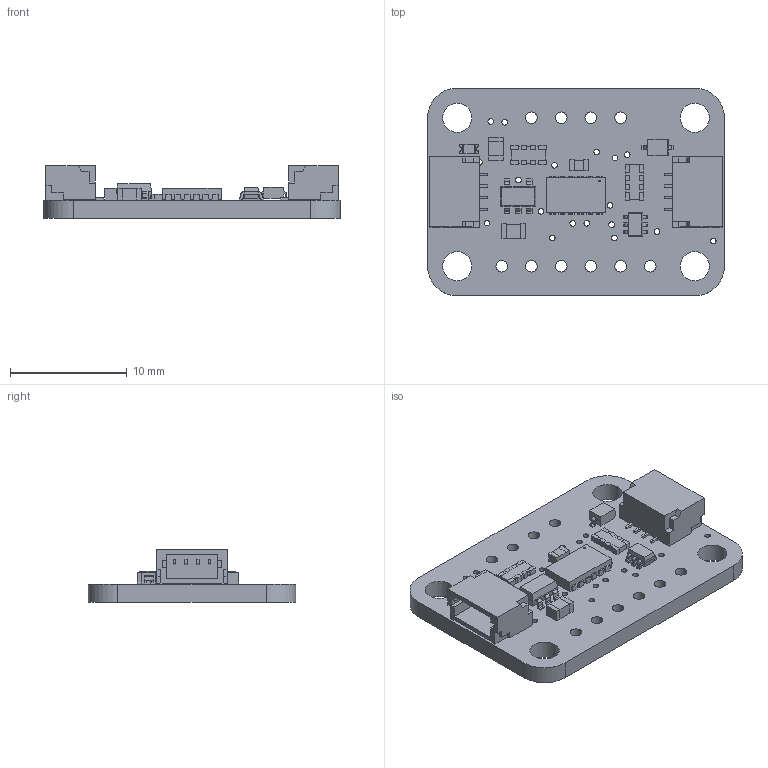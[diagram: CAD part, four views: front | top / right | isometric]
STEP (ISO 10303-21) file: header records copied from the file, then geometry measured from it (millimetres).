
FILE_DESCRIPTION(/* description */ (''),/* implementation_level */ '2;1');
FILE_NAME(/* name */ 'PCB Component.step',/* time_stamp */ '2022-10-25T11:45:03-04:00',/* author */ (''),/* organization */ (''),/* preprocessor_version */ 'ST-DEVELOPER v19.2',/* originating_system */ 'Autodesk Translation Framework v11.17.0.187',/* authorisation */ '');
FILE_SCHEMA (('AUTOMOTIVE_DESIGN { 1 0 10303 214 3 1 1 }'));
Length unit declared in the file: millimetre
Products named in the file (12): PCB Component; Board; 10uF; AP2112K-3.3; 10uF_1; 0.1uF; 10K; BSS138; STEMMA_I2C_QT; GREEN; 1N4148; ADXL343
Assembly tree (13 placements, depth 2):
  PCB Component
    Board
    10uF
    AP2112K-3.3
    10uF_1
    0.1uF
    10K  x2
    BSS138
    STEMMA_I2C_QT  x2
    GREEN
    1N4148
    ADXL343
Bounding box: 25.4 x 17.78 x 4.53 mm (x, y, z)
Volume: 775.7 mm3; surface area: 1634.5 mm2
Topology: 32 solids, 32 shells, 785 faces, 2075 edges, 1364 vertices
Faces by surface type: plane 680, cylinder 101, bspline 4
Full cylindrical faces by diameter (mm): 0.15 x1, 0.483 x26, 1 x10, 2.5 x4
Entity records: 20368 total; most frequent: CARTESIAN_POINT 3460, ORIENTED_EDGE 3302, DIRECTION 3171, EDGE_CURVE 1651, LINE 1441, VECTOR 1441, VERTEX_POINT 1082, AXIS2_PLACEMENT_3D 865
